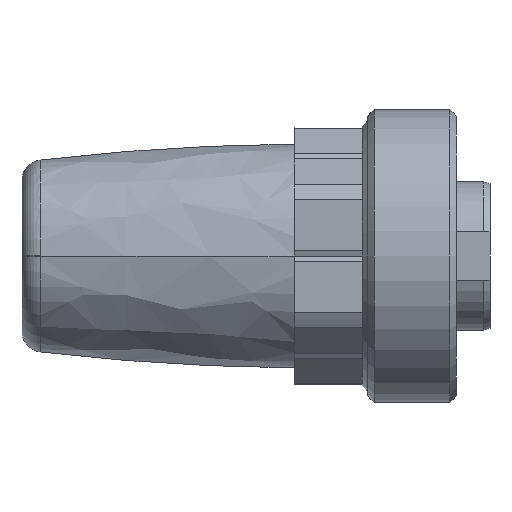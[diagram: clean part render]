
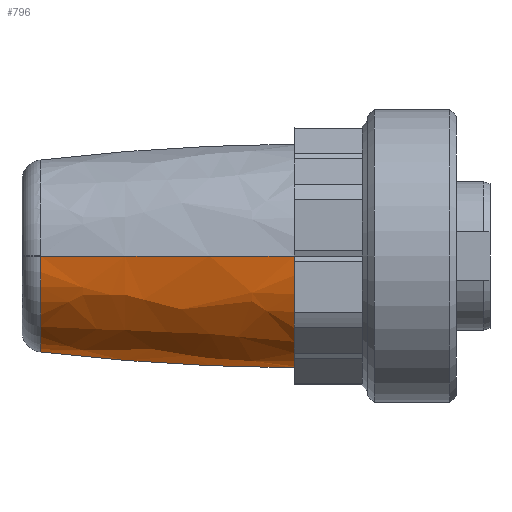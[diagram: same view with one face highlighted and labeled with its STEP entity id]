
A CAD part, left-side view. The second image highlights one B-rep face of the part: STEP entity #796.
In plain terms, the highlighted free-form (B-spline) face has degree [3, 3] with [7, 4] control points.
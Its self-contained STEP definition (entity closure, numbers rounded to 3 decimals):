
#796=ADVANCED_FACE('',(#1581),#1582,.T.);
#1581=FACE_OUTER_BOUND('',#2392,.T.);
#1582=(B_SPLINE_SURFACE(3,3,((#2394,#2395,#2396,#2397),(#2398,#2399,#2400,#2401),(#2402,#2403,#2404,#2405),(#2406,#2407,#2408,#2409),(#2410,#2411,#2412,#2413),(#2414,#2415,#2416,#2417),(#2418,#2419,#2420,#2421)),.UNSPECIFIED.,.F.,.F.,.F.)B_SPLINE_SURFACE_WITH_KNOTS((4,3,4),(4,4),(0.009,1.0,1.991),(0.0,1.0),.UNSPECIFIED.)RATIONAL_B_SPLINE_SURFACE(((1.182,1.181,1.181,1.182),(0.938,0.937,0.937,0.938),(0.94,0.939,0.939,0.94),(1.188,1.187,1.187,1.188),(0.94,0.939,0.939,0.94),(0.938,0.937,0.937,0.938),(1.182,1.181,1.181,1.182)))BOUNDED_SURFACE()REPRESENTATION_ITEM('')GEOMETRIC_REPRESENTATION_ITEM()SURFACE());
#2392=EDGE_LOOP('',(#4351,#4352,#4353,#4354,#4355));
#2394=CARTESIAN_POINT('',(4.782,43.409,14.46));
#2395=CARTESIAN_POINT('',(3.812,35.043,14.509));
#2396=CARTESIAN_POINT('',(3.293,26.636,14.535));
#2397=CARTESIAN_POINT('',(3.227,18.214,14.539));
#2398=CARTESIAN_POINT('',(4.501,43.409,8.891));
#2399=CARTESIAN_POINT('',(3.501,35.043,8.349));
#2400=CARTESIAN_POINT('',(2.967,26.636,8.058));
#2401=CARTESIAN_POINT('',(2.898,18.214,8.021));
#2402=CARTESIAN_POINT('',(8.345,43.409,4.861));
#2403=CARTESIAN_POINT('',(7.754,35.043,3.891));
#2404=CARTESIAN_POINT('',(7.438,26.636,3.371));
#2405=CARTESIAN_POINT('',(7.398,18.214,3.305));
#2406=CARTESIAN_POINT('',(13.908,43.409,4.861));
#2407=CARTESIAN_POINT('',(13.908,35.043,3.891));
#2408=CARTESIAN_POINT('',(13.908,26.636,3.371));
#2409=CARTESIAN_POINT('',(13.908,18.214,3.305));
#2410=CARTESIAN_POINT('',(19.472,43.409,4.861));
#2411=CARTESIAN_POINT('',(20.063,35.043,3.891));
#2412=CARTESIAN_POINT('',(20.379,26.636,3.371));
#2413=CARTESIAN_POINT('',(20.419,18.214,3.305));
#2414=CARTESIAN_POINT('',(23.316,43.409,8.891));
#2415=CARTESIAN_POINT('',(24.316,35.043,8.349));
#2416=CARTESIAN_POINT('',(24.85,26.636,8.058));
#2417=CARTESIAN_POINT('',(24.919,18.214,8.021));
#2418=CARTESIAN_POINT('',(23.035,43.409,14.46));
#2419=CARTESIAN_POINT('',(24.005,35.043,14.509));
#2420=CARTESIAN_POINT('',(24.524,26.636,14.535));
#2421=CARTESIAN_POINT('',(24.59,18.214,14.539));
#4351=ORIENTED_EDGE('',*,*,#5220,.T.);
#4352=ORIENTED_EDGE('',*,*,#5058,.F.);
#4353=ORIENTED_EDGE('',*,*,#5221,.F.);
#4354=ORIENTED_EDGE('',*,*,#4933,.T.);
#4355=ORIENTED_EDGE('',*,*,#5218,.F.);
#4933=EDGE_CURVE('',#5860,#5858,#5861,.T.);
#5058=EDGE_CURVE('',#6071,#6072,#6073,.T.);
#5218=EDGE_CURVE('',#6266,#5858,#6268,.T.);
#5220=EDGE_CURVE('',#6266,#6072,#6270,.T.);
#5221=EDGE_CURVE('',#5860,#6071,#6271,.T.);
#5858=VERTEX_POINT('',#7051);
#5860=VERTEX_POINT('',#7061);
#5861=CIRCLE('',#7062,9.194);
#6071=VERTEX_POINT('',#7338);
#6072=VERTEX_POINT('',#7339);
#6073=CIRCLE('',#7340,10.691);
#6266=VERTEX_POINT('',#7592);
#6268=B_SPLINE_CURVE_WITH_KNOTS('',3,(#7594,#7595,#7596,#7597,#7598,#7599,#7600,#7601,#7602,#7603,#7604,#7605,#7606,#7607,#7608,#7609,#7610,#7611,#7612,#7613,#7614,#7615,#7616,#7617,#7618,#7619,#7620,#7621,#7622,#7623,#7624,#7625,#7626,#7627,#7628,#7629,#7630,#7631,#7632,#7633,#7634,#7635,#7636,#7637,#7638),.UNSPECIFIED.,.F.,.F.,(4,1,1,1,1,1,1,1,1,1,1,1,1,1,1,1,1,1,1,1,1,1,1,1,1,1,1,1,1,1,1,1,1,1,1,1,1,1,1,1,1,1,4),(0.0,0.024,0.048,0.071,0.095,0.119,0.143,0.167,0.19,0.214,0.238,0.262,0.286,0.31,0.333,0.357,0.381,0.405,0.429,0.452,0.476,0.5,0.524,0.548,0.571,0.595,0.619,0.643,0.667,0.69,0.714,0.738,0.762,0.786,0.81,0.833,0.857,0.881,0.905,0.929,0.952,0.976,1.0),.UNSPECIFIED.);
#6270=CIRCLE('',#7640,234.636);
#6271=CIRCLE('',#7641,234.636);
#7051=CARTESIAN_POINT('',(22.59,42.926,10.972));
#7061=CARTESIAN_POINT('',(4.714,42.926,14.0));
#7062=AXIS2_PLACEMENT_3D('',#8375,#8376,#8377);
#7338=CARTESIAN_POINT('',(3.218,18.7,14.0));
#7339=CARTESIAN_POINT('',(24.599,18.7,14.0));
#7340=AXIS2_PLACEMENT_3D('',#8552,#8553,#8554);
#7592=CARTESIAN_POINT('',(24.388,26.589,14.0));
#7594=CARTESIAN_POINT('',(24.388,26.589,14.0));
#7595=CARTESIAN_POINT('',(24.388,26.589,13.822));
#7596=CARTESIAN_POINT('',(24.378,26.6,13.464));
#7597=CARTESIAN_POINT('',(24.335,26.65,12.924));
#7598=CARTESIAN_POINT('',(24.261,26.734,12.386));
#7599=CARTESIAN_POINT('',(24.157,26.853,11.847));
#7600=CARTESIAN_POINT('',(24.022,27.008,11.309));
#7601=CARTESIAN_POINT('',(23.856,27.2,10.775));
#7602=CARTESIAN_POINT('',(23.655,27.433,10.241));
#7603=CARTESIAN_POINT('',(23.419,27.709,9.71));
#7604=CARTESIAN_POINT('',(23.148,28.029,9.188));
#7605=CARTESIAN_POINT('',(22.841,28.397,8.674));
#7606=CARTESIAN_POINT('',(22.496,28.815,8.173));
#7607=CARTESIAN_POINT('',(22.12,29.28,7.695));
#7608=CARTESIAN_POINT('',(21.718,29.791,7.248));
#7609=CARTESIAN_POINT('',(21.297,30.343,6.837));
#7610=CARTESIAN_POINT('',(20.86,30.943,6.462));
#7611=CARTESIAN_POINT('',(20.447,31.546,6.152));
#7612=CARTESIAN_POINT('',(20.072,32.136,5.905));
#7613=CARTESIAN_POINT('',(19.746,32.704,5.715));
#7614=CARTESIAN_POINT('',(19.473,33.242,5.576));
#7615=CARTESIAN_POINT('',(19.258,33.738,5.481));
#7616=CARTESIAN_POINT('',(19.094,34.194,5.421));
#7617=CARTESIAN_POINT('',(18.975,34.619,5.388));
#7618=CARTESIAN_POINT('',(18.892,35.026,5.377));
#7619=CARTESIAN_POINT('',(18.844,35.42,5.386));
#7620=CARTESIAN_POINT('',(18.827,35.802,5.413));
#7621=CARTESIAN_POINT('',(18.84,36.177,5.457));
#7622=CARTESIAN_POINT('',(18.883,36.556,5.519));
#7623=CARTESIAN_POINT('',(18.957,36.95,5.603));
#7624=CARTESIAN_POINT('',(19.068,37.365,5.713));
#7625=CARTESIAN_POINT('',(19.217,37.8,5.855));
#7626=CARTESIAN_POINT('',(19.41,38.265,6.036));
#7627=CARTESIAN_POINT('',(19.657,38.771,6.27));
#7628=CARTESIAN_POINT('',(19.958,39.314,6.57));
#7629=CARTESIAN_POINT('',(20.298,39.866,6.933));
#7630=CARTESIAN_POINT('',(20.657,40.404,7.352));
#7631=CARTESIAN_POINT('',(21.014,40.907,7.813));
#7632=CARTESIAN_POINT('',(21.355,41.368,8.307));
#7633=CARTESIAN_POINT('',(21.668,41.778,8.823));
#7634=CARTESIAN_POINT('',(21.95,42.137,9.35));
#7635=CARTESIAN_POINT('',(22.198,42.446,9.885));
#7636=CARTESIAN_POINT('',(22.413,42.712,10.427));
#7637=CARTESIAN_POINT('',(22.534,42.859,10.79));
#7638=CARTESIAN_POINT('',(22.59,42.926,10.972));
#7640=AXIS2_PLACEMENT_3D('',#8731,#8732,#8733);
#7641=AXIS2_PLACEMENT_3D('',#8734,#8735,#8736);
#8375=CARTESIAN_POINT('',(13.908,42.926,14.0));
#8376=DIRECTION('',(0.0,-1.0,0.0));
#8377=DIRECTION('',(-1.0,0.0,0.0));
#8552=CARTESIAN_POINT('',(13.908,18.7,14.0));
#8553=DIRECTION('',(0.0,-1.0,0.0));
#8554=DIRECTION('',(-1.0,0.0,0.0));
#8731=CARTESIAN_POINT('',(-210.025,16.365,14.0));
#8732=DIRECTION('',(0.0,0.0,-1.0));
#8733=DIRECTION('',(0.999,0.044,0.0));
#8734=CARTESIAN_POINT('',(237.842,16.365,14.0));
#8735=DIRECTION('',(0.0,0.0,1.0));
#8736=DIRECTION('',(-0.994,0.113,0.0));
